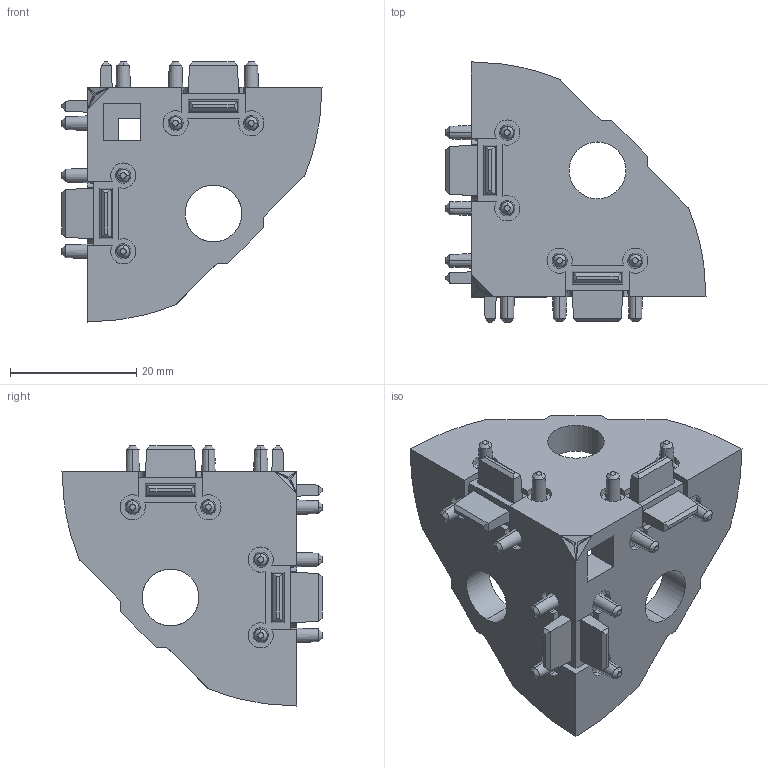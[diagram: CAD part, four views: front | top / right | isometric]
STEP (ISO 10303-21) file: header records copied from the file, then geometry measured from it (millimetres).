
FILE_DESCRIPTION (( 'STEP AP214' ), '1' );
FILE_NAME ('7268400', '2019-01-30T09:04:05', ( '' ), ('JUGARD+KÜNSTNER GmbH'), 'SwSTEP 2.0', 'SolidWorks 2017', '' );
FILE_SCHEMA (( 'AUTOMOTIVE_DESIGN' ));
Length unit declared in the file: millimetre
Products named in the file (1): 7268400
Bounding box: 41.2 x 41.2 x 41.2 mm (x, y, z)
Volume: 11900.8 mm3; surface area: 7206.6 mm2
Topology: 1 solids, 1 shells, 221 faces, 560 edges, 358 vertices
Faces by surface type: plane 128, cone 48, cylinder 42, bspline 3
Entity records: 8367 total; most frequent: CARTESIAN_POINT 3165, ORIENTED_EDGE 1120, DIRECTION 974, EDGE_CURVE 560, VERTEX_POINT 358, LINE 348, VECTOR 348, AXIS2_PLACEMENT_3D 313
